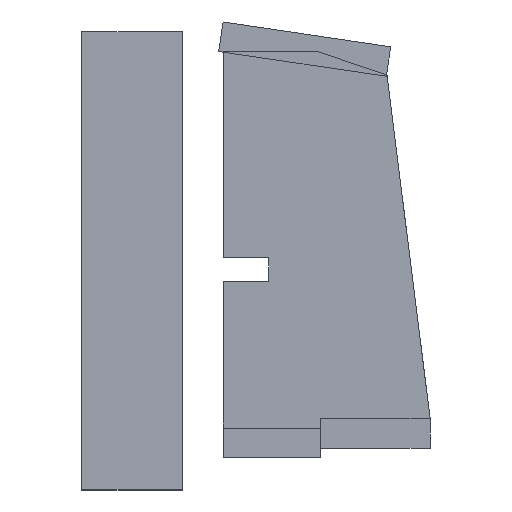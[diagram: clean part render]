
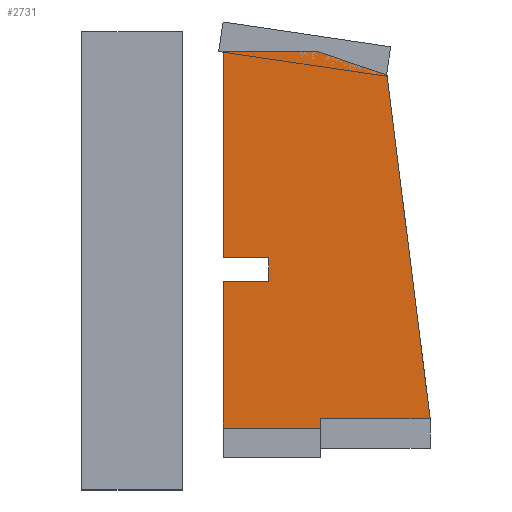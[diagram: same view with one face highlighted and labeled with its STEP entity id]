
A CAD part, left-side view. The second image highlights one B-rep face of the part: STEP entity #2731.
In plain terms, the highlighted face is planar.
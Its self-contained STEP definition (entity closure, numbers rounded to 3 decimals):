
#11 = VECTOR ( 'NONE', #633, 1000. ) ;
#38 = ORIENTED_EDGE ( 'NONE', *, *, #1240, .F. ) ;
#57 = DIRECTION ( 'NONE',  ( 0., 1., 0. ) ) ;
#69 = VERTEX_POINT ( 'NONE', #2327 ) ;
#105 = AXIS2_PLACEMENT_3D ( 'NONE', #3356, #2870, #1283 ) ;
#108 = LINE ( 'NONE', #2883, #2575 ) ;
#140 = PLANE ( 'NONE',  #105 ) ;
#141 = EDGE_CURVE ( 'NONE', #1338, #3130, #108, .T. ) ;
#243 = VECTOR ( 'NONE', #1587, 1000. ) ;
#290 = EDGE_CURVE ( 'NONE', #3130, #69, #2744, .T. ) ;
#340 = EDGE_CURVE ( 'NONE', #708, #371, #1735, .T. ) ;
#361 = FACE_OUTER_BOUND ( 'NONE', #1944, .T. ) ;
#371 = VERTEX_POINT ( 'NONE', #1634 ) ;
#437 = LINE ( 'NONE', #2340, #1210 ) ;
#482 = LINE ( 'NONE', #1405, #3145 ) ;
#513 = EDGE_CURVE ( 'NONE', #1921, #1066, #437, .T. ) ;
#560 = DIRECTION ( 'NONE',  ( 0., -1., 0. ) ) ;
#606 = VERTEX_POINT ( 'NONE', #2085 ) ;
#633 = DIRECTION ( 'NONE',  ( 0.319, -0.948, 0. ) ) ;
#702 = ORIENTED_EDGE ( 'NONE', *, *, #141, .F. ) ;
#707 = ORIENTED_EDGE ( 'NONE', *, *, #513, .F. ) ;
#708 = VERTEX_POINT ( 'NONE', #2202 ) ;
#729 = DIRECTION ( 'NONE',  ( 0., 1., 0. ) ) ;
#790 = CARTESIAN_POINT ( 'NONE',  ( 240., -62., 0. ) ) ;
#897 = LINE ( 'NONE', #2059, #937 ) ;
#937 = VECTOR ( 'NONE', #729, 1000. ) ;
#1066 = VERTEX_POINT ( 'NONE', #1230 ) ;
#1093 = ORIENTED_EDGE ( 'NONE', *, *, #1148, .T. ) ;
#1103 = CARTESIAN_POINT ( 'NONE',  ( 15., -104.5, 0. ) ) ;
#1105 = DIRECTION ( 'NONE',  ( 0., 1., 0. ) ) ;
#1109 = VERTEX_POINT ( 'NONE', #3150 ) ;
#1118 = EDGE_CURVE ( 'NONE', #371, #1109, #1677, .T. ) ;
#1148 = EDGE_CURVE ( 'NONE', #2067, #1066, #897, .T. ) ;
#1162 = CARTESIAN_POINT ( 'NONE',  ( 15., -104.5, 0. ) ) ;
#1210 = VECTOR ( 'NONE', #2607, 1000. ) ;
#1230 = CARTESIAN_POINT ( 'NONE',  ( 146.5, 0., 0. ) ) ;
#1240 = EDGE_CURVE ( 'NONE', #2067, #708, #2559, .T. ) ;
#1242 = VECTOR ( 'NONE', #1105, 1000. ) ;
#1283 = DIRECTION ( 'NONE',  ( -1., 0., 0. ) ) ;
#1338 = VERTEX_POINT ( 'NONE', #1103 ) ;
#1344 = ORIENTED_EDGE ( 'NONE', *, *, #340, .F. ) ;
#1358 = VECTOR ( 'NONE', #57, 1000. ) ;
#1370 = VECTOR ( 'NONE', #3199, 1000. ) ;
#1405 = CARTESIAN_POINT ( 'NONE',  ( 0., 0., 0. ) ) ;
#1506 = ORIENTED_EDGE ( 'NONE', *, *, #1118, .F. ) ;
#1561 = DIRECTION ( 'NONE',  ( -1., 0., 0. ) ) ;
#1587 = DIRECTION ( 'NONE',  ( -1., 0., 0. ) ) ;
#1634 = CARTESIAN_POINT ( 'NONE',  ( 131.5, 0., 0. ) ) ;
#1677 = LINE ( 'NONE', #3085, #2515 ) ;
#1735 = LINE ( 'NONE', #3431, #1358 ) ;
#1740 = CARTESIAN_POINT ( 'NONE',  ( 240., 0., 0. ) ) ;
#1818 = DIRECTION ( 'NONE',  ( 0., 1., 0. ) ) ;
#1868 = ORIENTED_EDGE ( 'NONE', *, *, #290, .F. ) ;
#1921 = VERTEX_POINT ( 'NONE', #1740 ) ;
#1938 = LINE ( 'NONE', #790, #1370 ) ;
#1944 = EDGE_LOOP ( 'NONE', ( #1093, #707, #2290, #2359, #1868, #702, #3256, #2096, #1506, #1344, #38 ) ) ;
#2046 = DIRECTION ( 'NONE',  ( 0.992, -0.125, 0. ) ) ;
#2059 = CARTESIAN_POINT ( 'NONE',  ( 146.5, -29., 0. ) ) ;
#2067 = VERTEX_POINT ( 'NONE', #2896 ) ;
#2081 = EDGE_CURVE ( 'NONE', #69, #2604, #1938, .T. ) ;
#2085 = CARTESIAN_POINT ( 'NONE',  ( 0., -60., 0. ) ) ;
#2096 = ORIENTED_EDGE ( 'NONE', *, *, #3021, .F. ) ;
#2202 = CARTESIAN_POINT ( 'NONE',  ( 131.5, -29., 0. ) ) ;
#2290 = ORIENTED_EDGE ( 'NONE', *, *, #2985, .F. ) ;
#2327 = CARTESIAN_POINT ( 'NONE',  ( 234., -62., 0. ) ) ;
#2340 = CARTESIAN_POINT ( 'NONE',  ( 0., 0., 0. ) ) ;
#2359 = ORIENTED_EDGE ( 'NONE', *, *, #2081, .F. ) ;
#2514 = CARTESIAN_POINT ( 'NONE',  ( 240., -62., 0. ) ) ;
#2515 = VECTOR ( 'NONE', #1561, 1000. ) ;
#2559 = LINE ( 'NONE', #2678, #243 ) ;
#2575 = VECTOR ( 'NONE', #2046, 1000. ) ;
#2604 = VERTEX_POINT ( 'NONE', #2514 ) ;
#2607 = DIRECTION ( 'NONE',  ( -1., 0., 0. ) ) ;
#2622 = EDGE_CURVE ( 'NONE', #606, #1338, #3338, .T. ) ;
#2678 = CARTESIAN_POINT ( 'NONE',  ( 146.5, -29., 0. ) ) ;
#2722 = CARTESIAN_POINT ( 'NONE',  ( 234., -132., 0. ) ) ;
#2731 = ADVANCED_FACE ( 'NONE', ( #361 ), #140, .T. ) ;
#2744 = LINE ( 'NONE', #2928, #1242 ) ;
#2787 = VECTOR ( 'NONE', #1818, 1000. ) ;
#2870 = DIRECTION ( 'NONE',  ( 0., 0., -1. ) ) ;
#2883 = CARTESIAN_POINT ( 'NONE',  ( 234., -132., 0. ) ) ;
#2896 = CARTESIAN_POINT ( 'NONE',  ( 146.5, -29., 0. ) ) ;
#2928 = CARTESIAN_POINT ( 'NONE',  ( 234., -62., 0. ) ) ;
#2985 = EDGE_CURVE ( 'NONE', #2604, #1921, #3367, .T. ) ;
#3021 = EDGE_CURVE ( 'NONE', #1109, #606, #482, .T. ) ;
#3085 = CARTESIAN_POINT ( 'NONE',  ( 0., 0., 0. ) ) ;
#3130 = VERTEX_POINT ( 'NONE', #2722 ) ;
#3145 = VECTOR ( 'NONE', #560, 1000. ) ;
#3150 = CARTESIAN_POINT ( 'NONE',  ( 0., 0., 0. ) ) ;
#3199 = DIRECTION ( 'NONE',  ( 1., 0., 0. ) ) ;
#3206 = CARTESIAN_POINT ( 'NONE',  ( 240., 0., 0. ) ) ;
#3256 = ORIENTED_EDGE ( 'NONE', *, *, #2622, .F. ) ;
#3338 = LINE ( 'NONE', #1162, #11 ) ;
#3356 = CARTESIAN_POINT ( 'NONE',  ( 0., 0., 0. ) ) ;
#3367 = LINE ( 'NONE', #3206, #2787 ) ;
#3431 = CARTESIAN_POINT ( 'NONE',  ( 131.5, -29., 0. ) ) ;
